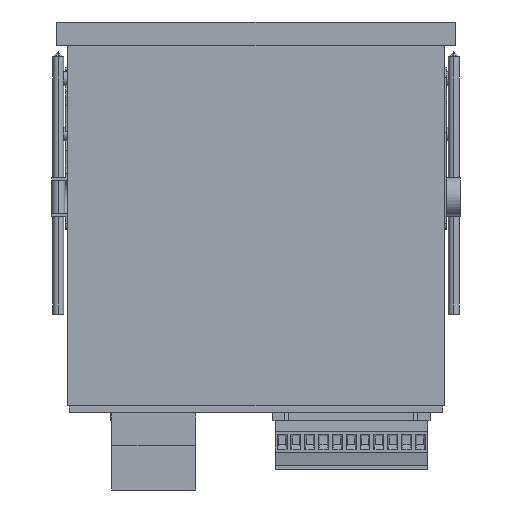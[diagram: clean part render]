
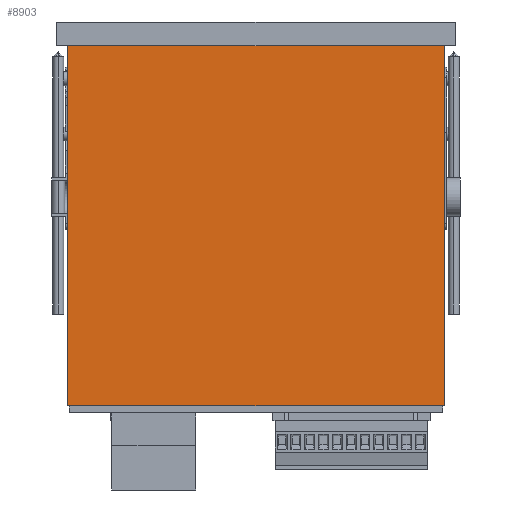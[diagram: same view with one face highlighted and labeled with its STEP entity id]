
A CAD part, front view. The second image highlights one B-rep face of the part: STEP entity #8903.
In plain terms, the highlighted planar face has unit normal (0, -1, 0).
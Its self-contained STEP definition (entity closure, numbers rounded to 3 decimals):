
#8903=ADVANCED_FACE('',(#18074),#18075,.T.);
#18074=FACE_OUTER_BOUND('',#27423,.T.);
#18075=PLANE('',#27424);
#27423=EDGE_LOOP('',(#55301,#55302,#55303,#55304));
#27424=AXIS2_PLACEMENT_3D('',#55305,#55306,#55307);
#55301=ORIENTED_EDGE('',*,*,#67190,.T.);
#55302=ORIENTED_EDGE('',*,*,#67225,.T.);
#55303=ORIENTED_EDGE('',*,*,#67222,.F.);
#55304=ORIENTED_EDGE('',*,*,#67226,.T.);
#55305=CARTESIAN_POINT('',(-55.0,175.0,0.0));
#55306=DIRECTION('',(0.0,-1.0,0.0));
#55307=DIRECTION('',(0.0,0.0,-1.0));
#67190=EDGE_CURVE('',#83700,#83701,#83702,.T.);
#67222=EDGE_CURVE('',#83745,#83747,#83748,.T.);
#67225=EDGE_CURVE('',#83701,#83747,#83751,.T.);
#67226=EDGE_CURVE('',#83745,#83700,#83752,.T.);
#83700=VERTEX_POINT('',#104549);
#83701=VERTEX_POINT('',#104550);
#83702=LINE('',#104551,#104552);
#83745=VERTEX_POINT('',#104615);
#83747=VERTEX_POINT('',#104618);
#83748=LINE('',#104619,#104620);
#83751=LINE('',#104624,#104625);
#83752=LINE('',#104626,#104627);
#104549=CARTESIAN_POINT('',(-55.0,175.0,0.0));
#104550=CARTESIAN_POINT('',(-191.0,175.0,0.0));
#104551=CARTESIAN_POINT('',(-55.0,175.0,0.0));
#104552=VECTOR('',#120676,1.0);
#104615=CARTESIAN_POINT('',(-55.0,175.0,-130.3));
#104618=CARTESIAN_POINT('',(-191.0,175.0,-130.3));
#104619=CARTESIAN_POINT('',(-55.0,175.0,-130.3));
#104620=VECTOR('',#120698,1.0);
#104624=CARTESIAN_POINT('',(-191.0,175.0,0.0));
#104625=VECTOR('',#120700,1.0);
#104626=CARTESIAN_POINT('',(-55.0,175.0,-130.3));
#104627=VECTOR('',#120701,1.0);
#120676=DIRECTION('',(-1.0,0.0,0.0));
#120698=DIRECTION('',(-1.0,0.0,0.0));
#120700=DIRECTION('',(0.0,0.0,-1.0));
#120701=DIRECTION('',(0.0,0.0,1.0));
